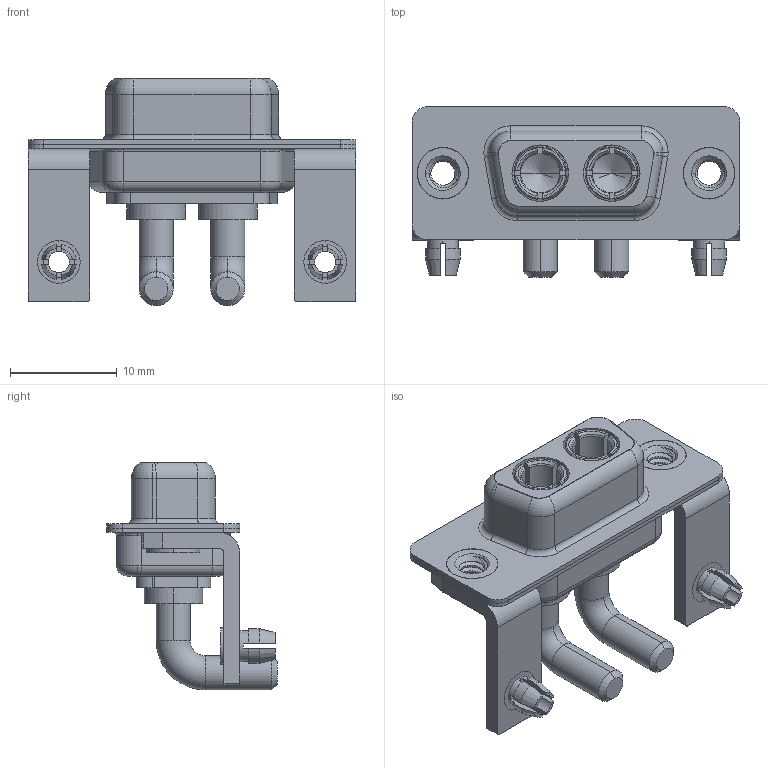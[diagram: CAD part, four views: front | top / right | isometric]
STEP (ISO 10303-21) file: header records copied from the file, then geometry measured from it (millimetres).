
FILE_DESCRIPTION (( 'STEP AP203' ), '1' );
FILE_NAME ('630-2W2-240-3N3.STEP', '2022-05-26T15:03:57', ( '' ), ( '' ), 'SwSTEP 2.0', 'SolidWorks 2020', '' );
FILE_SCHEMA (( 'CONFIG_CONTROL_DESIGN' ));
Length unit declared in the file: millimetre
Products named in the file (8): 630Combo Threaded Rivet_3; Power Socket_30A RA; 630Combo Shell Front_09 Contacts; 630Combo Board Lock; 630Combo Housing_2W2; 630-2W2-240-3N3; 630Combo Shell Rear_09 Contacts; 630Combo Stabilizer Bracket
Assembly tree (11 placements, depth 2):
  630-2W2-240-3N3
    630Combo Housing_2W2
    630Combo Shell Front_09 Contacts
    630Combo Shell Rear_09 Contacts
    630Combo Threaded Rivet_3  x2
    630Combo Stabilizer Bracket  x2
    630Combo Board Lock  x2
    Power Socket_30A RA  x2
Bounding box: 30.8 x 16 x 21.4 mm (x, y, z)
Volume: 2166.4 mm3; surface area: 5227.2 mm2
Topology: 13 solids, 13 shells, 567 faces, 1447 edges, 923 vertices
Faces by surface type: cylinder 237, plane 193, torus 69, cone 60, bspline 8
Entity records: 14520 total; most frequent: CARTESIAN_POINT 3894, DIRECTION 2141, ORIENTED_EDGE 1986, EDGE_CURVE 993, AXIS2_PLACEMENT_3D 858, VERTEX_POINT 631, CIRCLE 453, EDGE_LOOP 436
